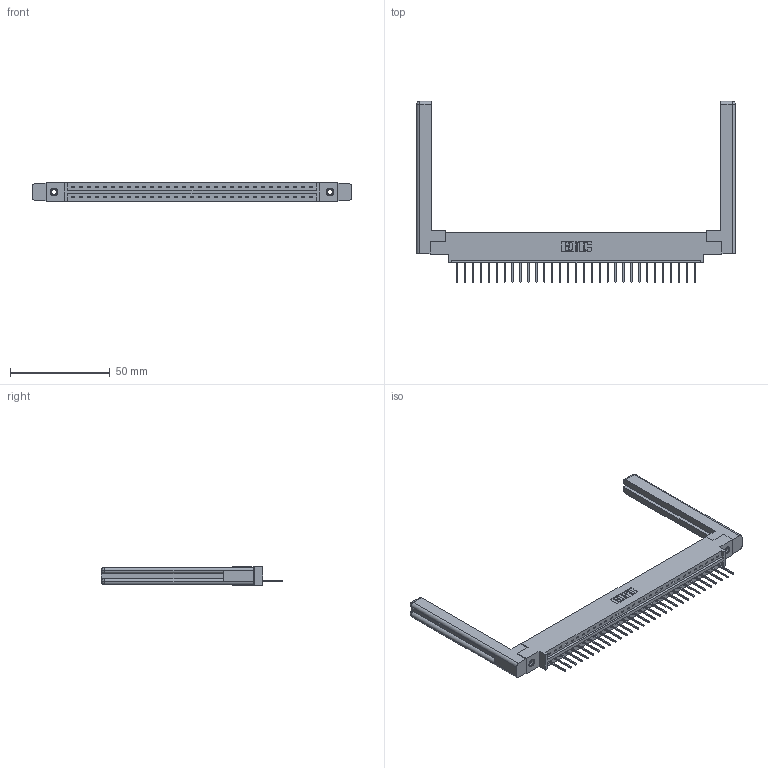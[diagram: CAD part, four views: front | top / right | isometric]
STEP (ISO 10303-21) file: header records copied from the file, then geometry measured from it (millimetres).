
FILE_DESCRIPTION (( 'STEP AP203' ), '1' );
FILE_NAME ('387-031-523-658.STEP', '2019-10-03T19:09:51', ( '' ), ( '' ), 'SwSTEP 2.0', 'SolidWorks 2016', '' );
FILE_SCHEMA (( 'CONFIG_CONTROL_DESIGN' ));
Length unit declared in the file: inch
Products named in the file (5): 387-031-523-658; 307-220-058; 337 Part_0.170 Offset - 0.156 Dia-TI; 345-292-001_345-293-123; 345-250-001_345-250-001-102
Assembly tree (36 placements, depth 2):
  387-031-523-658
    337 Part_0.170 Offset - 0.156 Dia-TI
    345-292-001_345-293-123  x31
    345-250-001_345-250-001-102  x2
    307-220-058  x2
Bounding box: 159.46 x 90.56 x 9.4 mm (x, y, z)
Volume: 23468.3 mm3; surface area: 22125.7 mm2
Topology: 36 solids, 36 shells, 2182 faces, 6505 edges, 4282 vertices
Faces by surface type: plane 1584, cylinder 574, cone 12, torus 12
Entity records: 27250 total; most frequent: CARTESIAN_POINT 4746, ORIENTED_EDGE 4652, DIRECTION 4036, EDGE_CURVE 2326, VECTOR 2150, LINE 2150, VERTEX_POINT 1542, AXIS2_PLACEMENT_3D 943
